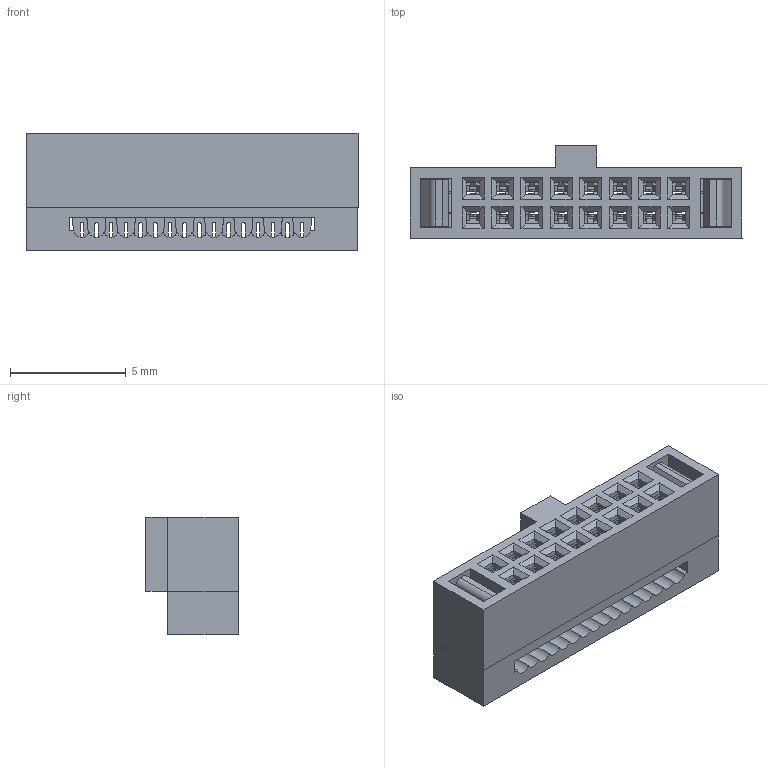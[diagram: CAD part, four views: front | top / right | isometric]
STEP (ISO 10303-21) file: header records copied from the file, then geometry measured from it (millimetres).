
FILE_DESCRIPTION (( 'STEP AP203' ), '1' );
FILE_NAME ('4412-16-CK.STEP', '2020-02-27T08:23:06', ( '' ), ( '' ), 'SwSTEP 2.0', 'SolidWorks 2018', '' );
FILE_SCHEMA (( 'CONFIG_CONTROL_DESIGN' ));
Length unit declared in the file: millimetre
Products named in the file (4): 801-4412-16-ZIF; 801-4412-16; 802-4412-440XX; 4412-16-CK
Assembly tree (18 placements, depth 2):
  4412-16-CK
    801-4412-16
    802-4412-440XX  x16
    801-4412-16-ZIF
Bounding box: 14.35 x 4 x 5.1 mm (x, y, z)
Volume: 158.3 mm3; surface area: 939.5 mm2
Topology: 18 solids, 18 shells, 2677 faces, 7203 edges, 4582 vertices
Faces by surface type: plane 1667, cylinder 914, bspline 64, cone 32
Entity records: 19279 total; most frequent: CARTESIAN_POINT 3351, ORIENTED_EDGE 3216, DIRECTION 3022, EDGE_CURVE 1608, VECTOR 1366, LINE 1366, VERTEX_POINT 1027, AXIS2_PLACEMENT_3D 828
